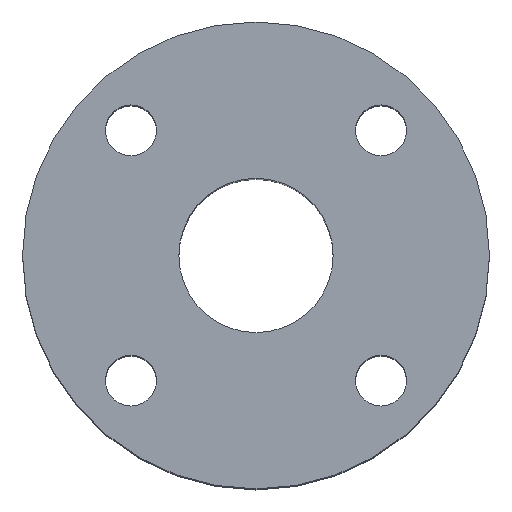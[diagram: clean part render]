
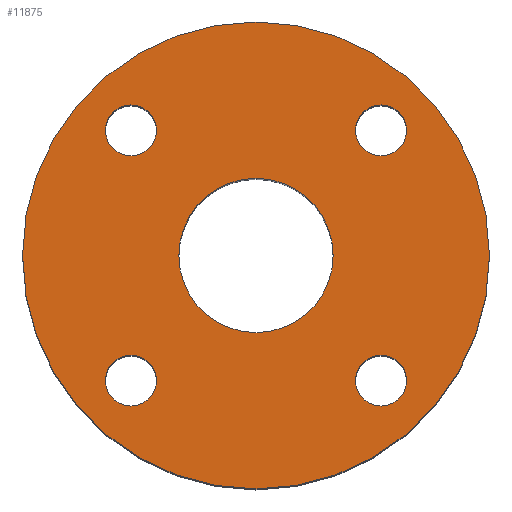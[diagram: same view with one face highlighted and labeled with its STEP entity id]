
A CAD part, top view. The second image highlights one B-rep face of the part: STEP entity #11875.
In plain terms, the highlighted planar face has unit normal (0, 0, 1).
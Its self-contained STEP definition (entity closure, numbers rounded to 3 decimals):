
#151 = DIRECTION ( 'NONE',  ( 0., 0., 1. ) ) ;
#175 = VERTEX_POINT ( 'NONE', #27584 ) ;
#177 = DIRECTION ( 'NONE',  ( 1., 0., 0. ) ) ;
#417 = VERTEX_POINT ( 'NONE', #10588 ) ;
#504 = CIRCLE ( 'NONE', #24050, 82.5 ) ;
#598 = ORIENTED_EDGE ( 'NONE', *, *, #8787, .F. ) ;
#995 = EDGE_CURVE ( 'NONE', #12159, #175, #18534, .T. ) ;
#1397 = EDGE_LOOP ( 'NONE', ( #28302, #20527 ) ) ;
#1565 = AXIS2_PLACEMENT_3D ( 'NONE', #10959, #15091, #19643 ) ;
#1675 = DIRECTION ( 'NONE',  ( 0., 0., 1. ) ) ;
#2148 = EDGE_CURVE ( 'NONE', #10412, #12750, #16151, .T. ) ;
#2461 = VERTEX_POINT ( 'NONE', #13646 ) ;
#2803 = EDGE_LOOP ( 'NONE', ( #25842, #23274 ) ) ;
#3068 = ORIENTED_EDGE ( 'NONE', *, *, #2148, .F. ) ;
#3300 = DIRECTION ( 'NONE',  ( 1., 0., 0. ) ) ;
#3832 = EDGE_CURVE ( 'NONE', #175, #12159, #21080, .T. ) ;
#3871 = EDGE_CURVE ( 'NONE', #10424, #11793, #28117, .T. ) ;
#3980 = AXIS2_PLACEMENT_3D ( 'NONE', #20354, #4583, #177 ) ;
#4400 = DIRECTION ( 'NONE',  ( 0., 1., 0. ) ) ;
#4547 = ORIENTED_EDGE ( 'NONE', *, *, #995, .F. ) ;
#4583 = DIRECTION ( 'NONE',  ( 0., 0., 1. ) ) ;
#5290 = AXIS2_PLACEMENT_3D ( 'NONE', #17004, #16709, #25673 ) ;
#5588 = AXIS2_PLACEMENT_3D ( 'NONE', #19498, #1675, #28459 ) ;
#6118 = CARTESIAN_POINT ( 'NONE',  ( 53.194, -44.194, 0. ) ) ;
#6464 = CIRCLE ( 'NONE', #26230, 9. ) ;
#6594 = FACE_BOUND ( 'NONE', #7764, .T. ) ;
#6620 = DIRECTION ( 'NONE',  ( 1., 0., 0. ) ) ;
#7119 = CIRCLE ( 'NONE', #25451, 9. ) ;
#7764 = EDGE_LOOP ( 'NONE', ( #8167, #28230 ) ) ;
#8133 = CARTESIAN_POINT ( 'NONE',  ( 44.194, 44.194, 0. ) ) ;
#8167 = ORIENTED_EDGE ( 'NONE', *, *, #16429, .F. ) ;
#8787 = EDGE_CURVE ( 'NONE', #12750, #10412, #16778, .T. ) ;
#8828 = CARTESIAN_POINT ( 'NONE',  ( 0., 0., 0. ) ) ;
#8870 = CARTESIAN_POINT ( 'NONE',  ( 53.194, 44.194, 0. ) ) ;
#9078 = EDGE_CURVE ( 'NONE', #417, #2461, #504, .T. ) ;
#9153 = DIRECTION ( 'NONE',  ( 1., 0., 0. ) ) ;
#9265 = CARTESIAN_POINT ( 'NONE',  ( 44.194, 44.194, 0. ) ) ;
#10412 = VERTEX_POINT ( 'NONE', #19187 ) ;
#10424 = VERTEX_POINT ( 'NONE', #8870 ) ;
#10493 = CIRCLE ( 'NONE', #1565, 9. ) ;
#10588 = CARTESIAN_POINT ( 'NONE',  ( -82.5, 0., 0. ) ) ;
#10959 = CARTESIAN_POINT ( 'NONE',  ( -44.194, -44.194, 0. ) ) ;
#11514 = CARTESIAN_POINT ( 'NONE',  ( 0., 0., 0. ) ) ;
#11589 = FACE_OUTER_BOUND ( 'NONE', #1397, .T. ) ;
#11732 = DIRECTION ( 'NONE',  ( -1., 0., 0. ) ) ;
#11767 = CARTESIAN_POINT ( 'NONE',  ( -35.194, -44.194, 0. ) ) ;
#11793 = VERTEX_POINT ( 'NONE', #13247 ) ;
#11875 = ADVANCED_FACE ( 'NONE', ( #20443, #6594, #15602, #20155, #18091, #11589 ), #17950, .F. ) ;
#12159 = VERTEX_POINT ( 'NONE', #6118 ) ;
#12197 = ORIENTED_EDGE ( 'NONE', *, *, #26534, .F. ) ;
#12750 = VERTEX_POINT ( 'NONE', #17292 ) ;
#12869 = DIRECTION ( 'NONE',  ( 1., 0., 0. ) ) ;
#13247 = CARTESIAN_POINT ( 'NONE',  ( 35.194, 44.194, 0. ) ) ;
#13402 = ORIENTED_EDGE ( 'NONE', *, *, #3832, .F. ) ;
#13515 = VERTEX_POINT ( 'NONE', #21573 ) ;
#13614 = ORIENTED_EDGE ( 'NONE', *, *, #25779, .F. ) ;
#13646 = CARTESIAN_POINT ( 'NONE',  ( 82.5, 0., 0. ) ) ;
#13827 = AXIS2_PLACEMENT_3D ( 'NONE', #14059, #14215, #23206 ) ;
#14059 = CARTESIAN_POINT ( 'NONE',  ( 44.194, -44.194, 0. ) ) ;
#14215 = DIRECTION ( 'NONE',  ( 0., 0., 1. ) ) ;
#14761 = CARTESIAN_POINT ( 'NONE',  ( -35.194, 44.194, 0. ) ) ;
#14965 = VERTEX_POINT ( 'NONE', #18357 ) ;
#15033 = CIRCLE ( 'NONE', #5588, 9. ) ;
#15091 = DIRECTION ( 'NONE',  ( 0., 0., 1. ) ) ;
#15223 = DIRECTION ( 'NONE',  ( 0., -1., 0. ) ) ;
#15584 = EDGE_CURVE ( 'NONE', #14965, #16010, #23671, .T. ) ;
#15602 = FACE_BOUND ( 'NONE', #28820, .T. ) ;
#15791 = EDGE_LOOP ( 'NONE', ( #3068, #598 ) ) ;
#16010 = VERTEX_POINT ( 'NONE', #11767 ) ;
#16151 = CIRCLE ( 'NONE', #3980, 27.25 ) ;
#16429 = EDGE_CURVE ( 'NONE', #16010, #14965, #10493, .T. ) ;
#16709 = DIRECTION ( 'NONE',  ( 0., 0., 1. ) ) ;
#16778 = CIRCLE ( 'NONE', #21854, 27.25 ) ;
#17004 = CARTESIAN_POINT ( 'NONE',  ( -44.194, -44.194, 0. ) ) ;
#17292 = CARTESIAN_POINT ( 'NONE',  ( -27.25, 0., 0. ) ) ;
#17950 = PLANE ( 'NONE',  #19863 ) ;
#18091 = FACE_BOUND ( 'NONE', #15791, .T. ) ;
#18128 = DIRECTION ( 'NONE',  ( 0., 0., 1. ) ) ;
#18357 = CARTESIAN_POINT ( 'NONE',  ( -53.194, -44.194, 0. ) ) ;
#18534 = CIRCLE ( 'NONE', #13827, 9. ) ;
#18612 = CARTESIAN_POINT ( 'NONE',  ( 0., 0., 0. ) ) ;
#19050 = DIRECTION ( 'NONE',  ( 0., 0., 1. ) ) ;
#19187 = CARTESIAN_POINT ( 'NONE',  ( 27.25, 0., 0. ) ) ;
#19498 = CARTESIAN_POINT ( 'NONE',  ( -44.194, 44.194, 0. ) ) ;
#19643 = DIRECTION ( 'NONE',  ( -1., 0., 0. ) ) ;
#19863 = AXIS2_PLACEMENT_3D ( 'NONE', #22931, #24854, #11732 ) ;
#20155 = FACE_BOUND ( 'NONE', #2803, .T. ) ;
#20156 = DIRECTION ( 'NONE',  ( 0., 0., 1. ) ) ;
#20354 = CARTESIAN_POINT ( 'NONE',  ( 0., 0., 0. ) ) ;
#20443 = FACE_BOUND ( 'NONE', #23258, .T. ) ;
#20501 = DIRECTION ( 'NONE',  ( 0., 0., 1. ) ) ;
#20527 = ORIENTED_EDGE ( 'NONE', *, *, #9078, .T. ) ;
#20602 = AXIS2_PLACEMENT_3D ( 'NONE', #26401, #28303, #15223 ) ;
#21080 = CIRCLE ( 'NONE', #20602, 9. ) ;
#21411 = DIRECTION ( 'NONE',  ( 0., 0., 1. ) ) ;
#21573 = CARTESIAN_POINT ( 'NONE',  ( -53.194, 44.194, 0. ) ) ;
#21621 = CIRCLE ( 'NONE', #23966, 82.5 ) ;
#21854 = AXIS2_PLACEMENT_3D ( 'NONE', #11514, #20501, #9153 ) ;
#22662 = CARTESIAN_POINT ( 'NONE',  ( -44.194, 44.194, 0. ) ) ;
#22931 = CARTESIAN_POINT ( 'NONE',  ( 0., 27.25, 0. ) ) ;
#23206 = DIRECTION ( 'NONE',  ( 0., -1., 0. ) ) ;
#23258 = EDGE_LOOP ( 'NONE', ( #4547, #13402 ) ) ;
#23274 = ORIENTED_EDGE ( 'NONE', *, *, #23439, .F. ) ;
#23439 = EDGE_CURVE ( 'NONE', #11793, #10424, #7119, .T. ) ;
#23671 = CIRCLE ( 'NONE', #5290, 9. ) ;
#23966 = AXIS2_PLACEMENT_3D ( 'NONE', #18612, #19050, #3300 ) ;
#24050 = AXIS2_PLACEMENT_3D ( 'NONE', #8828, #151, #6620 ) ;
#24838 = AXIS2_PLACEMENT_3D ( 'NONE', #8133, #21411, #12869 ) ;
#24854 = DIRECTION ( 'NONE',  ( 0., 0., -1. ) ) ;
#25451 = AXIS2_PLACEMENT_3D ( 'NONE', #9265, #18128, #29005 ) ;
#25624 = EDGE_CURVE ( 'NONE', #2461, #417, #21621, .T. ) ;
#25673 = DIRECTION ( 'NONE',  ( -1., 0., 0. ) ) ;
#25779 = EDGE_CURVE ( 'NONE', #26042, #13515, #15033, .T. ) ;
#25842 = ORIENTED_EDGE ( 'NONE', *, *, #3871, .F. ) ;
#26042 = VERTEX_POINT ( 'NONE', #14761 ) ;
#26230 = AXIS2_PLACEMENT_3D ( 'NONE', #22662, #20156, #4400 ) ;
#26401 = CARTESIAN_POINT ( 'NONE',  ( 44.194, -44.194, 0. ) ) ;
#26534 = EDGE_CURVE ( 'NONE', #13515, #26042, #6464, .T. ) ;
#27584 = CARTESIAN_POINT ( 'NONE',  ( 35.194, -44.194, 0. ) ) ;
#28117 = CIRCLE ( 'NONE', #24838, 9. ) ;
#28230 = ORIENTED_EDGE ( 'NONE', *, *, #15584, .F. ) ;
#28302 = ORIENTED_EDGE ( 'NONE', *, *, #25624, .T. ) ;
#28303 = DIRECTION ( 'NONE',  ( 0., 0., 1. ) ) ;
#28459 = DIRECTION ( 'NONE',  ( 0., 1., 0. ) ) ;
#28820 = EDGE_LOOP ( 'NONE', ( #13614, #12197 ) ) ;
#29005 = DIRECTION ( 'NONE',  ( 1., 0., 0. ) ) ;
